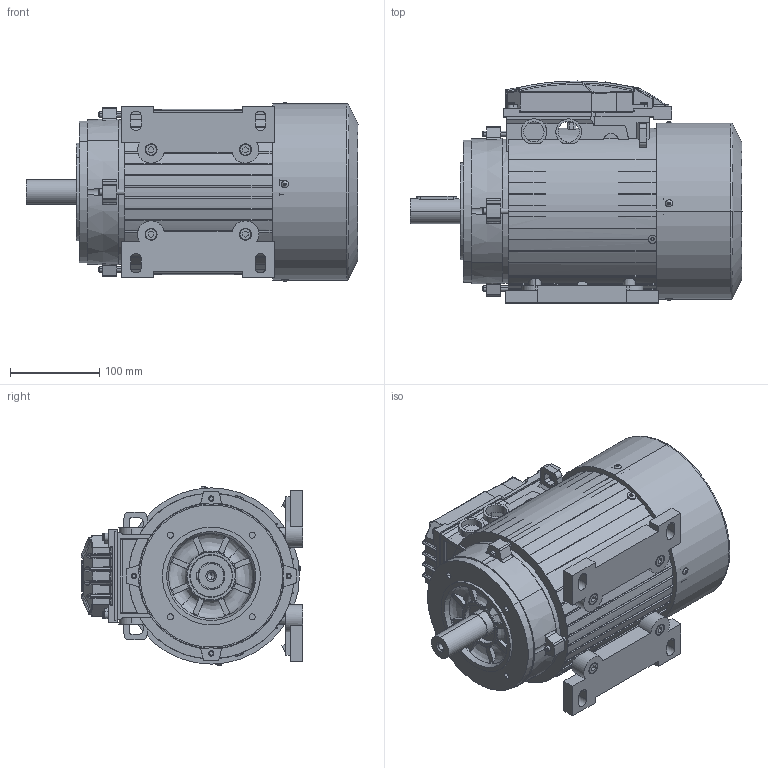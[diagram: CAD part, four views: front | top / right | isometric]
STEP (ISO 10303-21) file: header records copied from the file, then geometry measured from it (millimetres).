
FILE_DESCRIPTION (( 'STEP AP214' ), '1' );
FILE_NAME ('18J9.STEP', '2024-04-23T21:57:09', ( '' ), ( '' ), 'SwSTEP 2.0', 'SolidWorks 2021', '' );
FILE_SCHEMA (( 'AUTOMOTIVE_DESIGN' ));
Length unit declared in the file: inch
Products named in the file (1): 18J9
Bounding box: 373 x 249.24 x 201.63 mm (x, y, z)
Volume: 8575403.7 mm3; surface area: 660040.2 mm2
Topology: 15 solids, 20 shells, 3980 faces, 10379 edges, 6668 vertices
Faces by surface type: plane 1738, cylinder 1252, bspline 823, cone 161, torus 6
Entity records: 166838 total; most frequent: CARTESIAN_POINT 74227, ORIENTED_EDGE 20630, DIRECTION 17286, EDGE_CURVE 10315, VERTEX_POINT 6668, AXIS2_PLACEMENT_3D 6020, LINE 5246, VECTOR 5246
